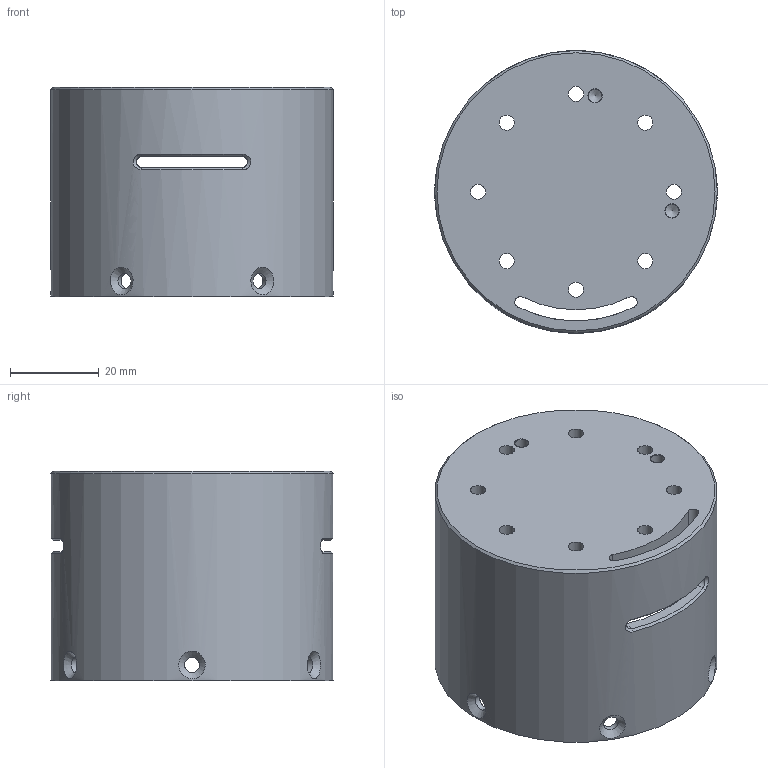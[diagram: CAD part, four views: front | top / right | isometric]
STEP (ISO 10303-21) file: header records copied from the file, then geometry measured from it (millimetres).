
FILE_DESCRIPTION (( 'STEP AP214' ), '1' );
FILE_NAME ('ROK-P011_CONFIG-Default_REV-A.step', '2022-11-08T14:43:58', ( '' ), ( '' ), 'SwSTEP 2.0', 'SolidWorks 2022', '' );
FILE_SCHEMA (( 'AUTOMOTIVE_DESIGN' ));
Length unit declared in the file: millimetre
Products named in the file (1): ROK-P011_CONFIG-Default_REV-A
Bounding box: 63.5 x 63.5 x 47 mm (x, y, z)
Volume: 41488.9 mm3; surface area: 23718.3 mm2
Topology: 1 solids, 1 shells, 52 faces, 141 edges, 89 vertices
Faces by surface type: cylinder 25, cone 16, plane 7, bspline 4
Full cylindrical faces by diameter (mm): 3 x2, 3.4 x14, 58 x1, 63.5 x1
Entity records: 3498 total; most frequent: CARTESIAN_POINT 2329, DIRECTION 216, ORIENTED_EDGE 194, EDGE_LOOP 116, AXIS2_PLACEMENT_3D 102, EDGE_CURVE 97, VERTEX_POINT 77, FACE_OUTER_BOUND 70
